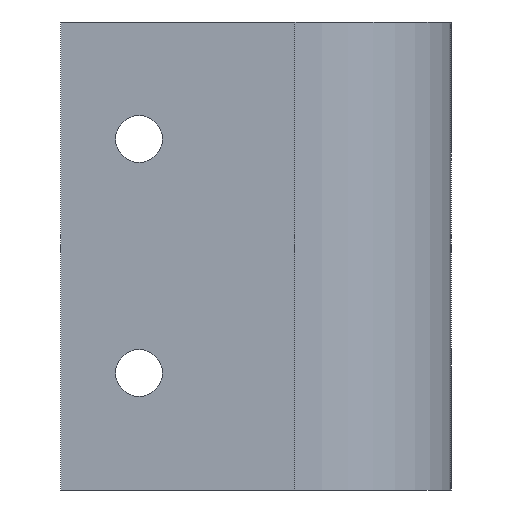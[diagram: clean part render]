
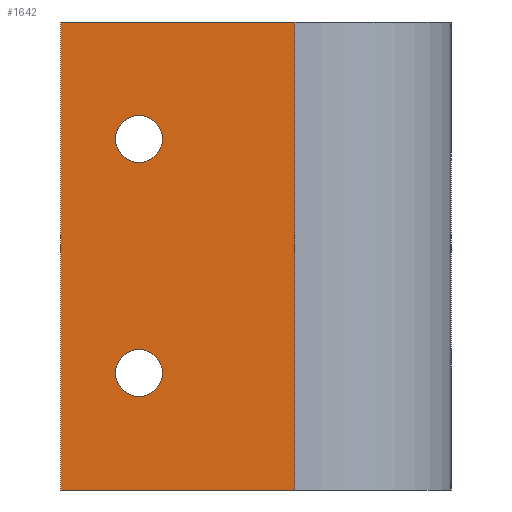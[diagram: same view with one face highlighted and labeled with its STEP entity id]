
A CAD part, left-side view. The second image highlights one B-rep face of the part: STEP entity #1642.
In plain terms, the highlighted planar face has unit normal (-1, 0, 0).
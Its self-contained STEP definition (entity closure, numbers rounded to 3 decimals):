
#131=FACE_BOUND('',#405,.T.);
#132=FACE_BOUND('',#406,.T.);
#140=PLANE('',#1858);
#214=FACE_OUTER_BOUND('',#404,.T.);
#404=EDGE_LOOP('',(#1469,#1470,#1471,#1472));
#405=EDGE_LOOP('',(#1473));
#406=EDGE_LOOP('',(#1474));
#492=LINE('',#2774,#580);
#493=LINE('',#2777,#581);
#494=LINE('',#2779,#582);
#495=LINE('',#2780,#583);
#580=VECTOR('',#2338,10.);
#581=VECTOR('',#2341,10.);
#582=VECTOR('',#2342,10.);
#583=VECTOR('',#2343,10.);
#593=CIRCLE('',#1668,1.5);
#595=CIRCLE('',#1671,1.5);
#721=VERTEX_POINT('',#2371);
#723=VERTEX_POINT('',#2377);
#855=VERTEX_POINT('',#2770);
#856=VERTEX_POINT('',#2772);
#857=VERTEX_POINT('',#2776);
#858=VERTEX_POINT('',#2778);
#867=EDGE_CURVE('',#721,#721,#593,.T.);
#870=EDGE_CURVE('',#723,#723,#595,.T.);
#1068=EDGE_CURVE('',#855,#856,#492,.T.);
#1069=EDGE_CURVE('',#857,#855,#493,.T.);
#1070=EDGE_CURVE('',#858,#856,#494,.T.);
#1071=EDGE_CURVE('',#857,#858,#495,.T.);
#1469=ORIENTED_EDGE('',*,*,#1069,.T.);
#1470=ORIENTED_EDGE('',*,*,#1068,.T.);
#1471=ORIENTED_EDGE('',*,*,#1070,.F.);
#1472=ORIENTED_EDGE('',*,*,#1071,.F.);
#1473=ORIENTED_EDGE('',*,*,#867,.T.);
#1474=ORIENTED_EDGE('',*,*,#870,.T.);
#1642=ADVANCED_FACE('',(#214,#131,#132),#140,.T.);
#1668=AXIS2_PLACEMENT_3D('',#2372,#1881,#1882);
#1671=AXIS2_PLACEMENT_3D('',#2378,#1888,#1889);
#1858=AXIS2_PLACEMENT_3D('',#2775,#2339,#2340);
#1881=DIRECTION('center_axis',(1.,0.,0.));
#1882=DIRECTION('ref_axis',(0.,-1.,0.));
#1888=DIRECTION('center_axis',(1.,0.,0.));
#1889=DIRECTION('ref_axis',(0.,-1.,0.));
#2338=DIRECTION('',(0.,0.,1.));
#2339=DIRECTION('center_axis',(-1.,0.,0.));
#2340=DIRECTION('ref_axis',(0.,-1.,0.));
#2341=DIRECTION('',(0.,-1.,0.));
#2342=DIRECTION('',(0.,-1.,0.));
#2343=DIRECTION('',(0.,0.,1.));
#2371=CARTESIAN_POINT('',(0.,21.5,22.5));
#2372=CARTESIAN_POINT('Origin',(0.,20.,22.5));
#2377=CARTESIAN_POINT('',(0.,21.5,7.5));
#2378=CARTESIAN_POINT('Origin',(0.,20.,7.5));
#2770=CARTESIAN_POINT('',(0.,10.,0.));
#2772=CARTESIAN_POINT('',(0.,10.,30.));
#2774=CARTESIAN_POINT('',(0.,10.,0.));
#2775=CARTESIAN_POINT('Origin',(0.,25.,0.));
#2776=CARTESIAN_POINT('',(0.,25.,0.));
#2777=CARTESIAN_POINT('',(0.,25.,0.));
#2778=CARTESIAN_POINT('',(0.,25.,30.));
#2779=CARTESIAN_POINT('',(0.,25.,30.));
#2780=CARTESIAN_POINT('',(0.,25.,0.));
